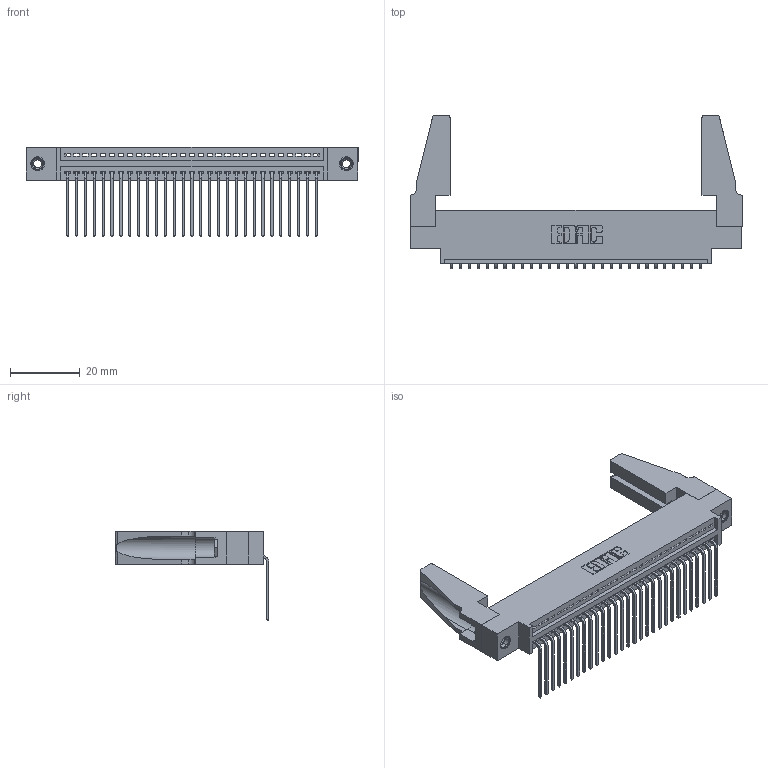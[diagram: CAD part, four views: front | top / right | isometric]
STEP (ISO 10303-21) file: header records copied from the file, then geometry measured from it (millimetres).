
FILE_DESCRIPTION (( 'STEP AP203' ), '1' );
FILE_NAME ('395-029-559-688.STEP', '2019-10-19T06:16:43', ( '' ), ( '' ), 'SwSTEP 2.0', 'SolidWorks 2016', '' );
FILE_SCHEMA (( 'CONFIG_CONTROL_DESIGN' ));
Length unit declared in the file: inch
Products named in the file (5): 345-220-078_345-220-088; 345-250-001_345-250-001-102; 345-292-001_558 559 Tail - 1; 345 Part_0.170 Offset - 0.156 Dia-TH; 395-029-559-688
Assembly tree (34 placements, depth 2):
  395-029-559-688
    345 Part_0.170 Offset - 0.156 Dia-TH
    345-292-001_558 559 Tail - 1  x29
    345-250-001_345-250-001-102  x2
    345-220-078_345-220-088  x2
Bounding box: 94.89 x 43.93 x 25.53 mm (x, y, z)
Volume: 12142.4 mm3; surface area: 15460.8 mm2
Topology: 34 solids, 34 shells, 1994 faces, 5945 edges, 3914 vertices
Faces by surface type: plane 1374, cylinder 604, cone 12, torus 4
Entity records: 25940 total; most frequent: CARTESIAN_POINT 4485, ORIENTED_EDGE 4408, DIRECTION 3942, EDGE_CURVE 2204, VECTOR 1914, LINE 1914, VERTEX_POINT 1462, AXIS2_PLACEMENT_3D 1014
